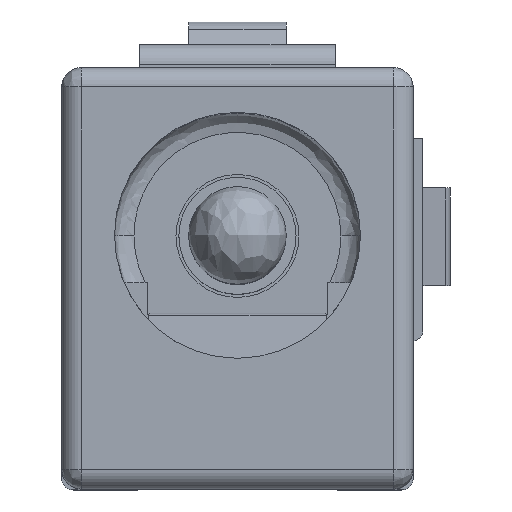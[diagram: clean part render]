
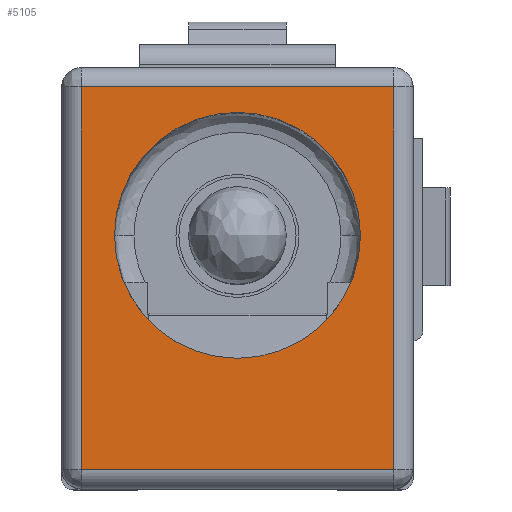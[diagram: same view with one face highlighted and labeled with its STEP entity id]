
A CAD part, top view. The second image highlights one B-rep face of the part: STEP entity #5105.
In plain terms, the highlighted planar face has unit normal (0, 0, 1).
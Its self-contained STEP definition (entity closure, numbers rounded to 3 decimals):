
#33 = EDGE_CURVE ( 'NONE', #5660, #5515, #836, .T. ) ;
#74 = EDGE_LOOP ( 'NONE', ( #4826, #6273, #3341, #5857 ) ) ;
#80 = EDGE_CURVE ( 'NONE', #717, #5660, #4545, .T. ) ;
#235 = DIRECTION ( 'NONE',  ( 0., 0., -1. ) ) ;
#240 = EDGE_CURVE ( 'NONE', #5515, #5485, #1922, .T. ) ;
#717 = VERTEX_POINT ( 'NONE', #4207 ) ;
#774 = CARTESIAN_POINT ( 'NONE',  ( 4., -6., 0. ) ) ;
#836 = LINE ( 'NONE', #883, #5807 ) ;
#883 = CARTESIAN_POINT ( 'NONE',  ( -4.5, 3.8, 0. ) ) ;
#1144 = DIRECTION ( 'NONE',  ( 0., 0., -1. ) ) ;
#1170 = FACE_BOUND ( 'NONE', #4470, .T. ) ;
#1193 = VECTOR ( 'NONE', #5060, 1000. ) ;
#1204 = DIRECTION ( 'NONE',  ( 0., -1., 0. ) ) ;
#1726 = CARTESIAN_POINT ( 'NONE',  ( -4.5, -6., 0. ) ) ;
#1922 = LINE ( 'NONE', #5283, #5797 ) ;
#2327 = ORIENTED_EDGE ( 'NONE', *, *, #3903, .T. ) ;
#2407 = CARTESIAN_POINT ( 'NONE',  ( 4., 3.8, 0. ) ) ;
#2726 = FACE_OUTER_BOUND ( 'NONE', #74, .T. ) ;
#2942 = DIRECTION ( 'NONE',  ( -1., 0., 0. ) ) ;
#2976 = DIRECTION ( 'NONE',  ( -1., 0., 0. ) ) ;
#3109 = DIRECTION ( 'NONE',  ( -1., 0., 0. ) ) ;
#3278 = AXIS2_PLACEMENT_3D ( 'NONE', #6556, #235, #3109 ) ;
#3306 = VERTEX_POINT ( 'NONE', #4641 ) ;
#3341 = ORIENTED_EDGE ( 'NONE', *, *, #240, .F. ) ;
#3380 = AXIS2_PLACEMENT_3D ( 'NONE', #5819, #1144, #2976 ) ;
#3448 = EDGE_CURVE ( 'NONE', #5674, #3306, #3865, .T. ) ;
#3865 = CIRCLE ( 'NONE', #3278, 3.15 ) ;
#3903 = EDGE_CURVE ( 'NONE', #3306, #5674, #5033, .T. ) ;
#4207 = CARTESIAN_POINT ( 'NONE',  ( -4., -6., 0. ) ) ;
#4327 = CARTESIAN_POINT ( 'NONE',  ( -4., 3.8, 0. ) ) ;
#4470 = EDGE_LOOP ( 'NONE', ( #2327, #5123 ) ) ;
#4545 = LINE ( 'NONE', #6312, #1193 ) ;
#4637 = EDGE_CURVE ( 'NONE', #5485, #717, #5721, .T. ) ;
#4641 = CARTESIAN_POINT ( 'NONE',  ( -3.15, 0., 0. ) ) ;
#4826 = ORIENTED_EDGE ( 'NONE', *, *, #80, .F. ) ;
#5033 = CIRCLE ( 'NONE', #6569, 3.15 ) ;
#5060 = DIRECTION ( 'NONE',  ( 0., 1., 0. ) ) ;
#5105 = ADVANCED_FACE ( 'NONE', ( #2726, #1170 ), #6910, .F. ) ;
#5123 = ORIENTED_EDGE ( 'NONE', *, *, #3448, .T. ) ;
#5283 = CARTESIAN_POINT ( 'NONE',  ( 4., -6., 0. ) ) ;
#5295 = DIRECTION ( 'NONE',  ( 0., 0., -1. ) ) ;
#5485 = VERTEX_POINT ( 'NONE', #774 ) ;
#5515 = VERTEX_POINT ( 'NONE', #2407 ) ;
#5660 = VERTEX_POINT ( 'NONE', #4327 ) ;
#5674 = VERTEX_POINT ( 'NONE', #6039 ) ;
#5721 = LINE ( 'NONE', #1726, #6724 ) ;
#5797 = VECTOR ( 'NONE', #1204, 1000. ) ;
#5807 = VECTOR ( 'NONE', #6705, 1000. ) ;
#5819 = CARTESIAN_POINT ( 'NONE',  ( -4.5, -6., 0. ) ) ;
#5857 = ORIENTED_EDGE ( 'NONE', *, *, #33, .F. ) ;
#6039 = CARTESIAN_POINT ( 'NONE',  ( 3.15, 0., 0. ) ) ;
#6273 = ORIENTED_EDGE ( 'NONE', *, *, #4637, .F. ) ;
#6312 = CARTESIAN_POINT ( 'NONE',  ( -4., -6., 0. ) ) ;
#6397 = CARTESIAN_POINT ( 'NONE',  ( 0., 0., 0. ) ) ;
#6556 = CARTESIAN_POINT ( 'NONE',  ( 0., 0., 0. ) ) ;
#6569 = AXIS2_PLACEMENT_3D ( 'NONE', #6397, #5295, #2942 ) ;
#6705 = DIRECTION ( 'NONE',  ( 1., 0., 0. ) ) ;
#6724 = VECTOR ( 'NONE', #6900, 1000. ) ;
#6900 = DIRECTION ( 'NONE',  ( -1., 0., 0. ) ) ;
#6910 = PLANE ( 'NONE',  #3380 ) ;
